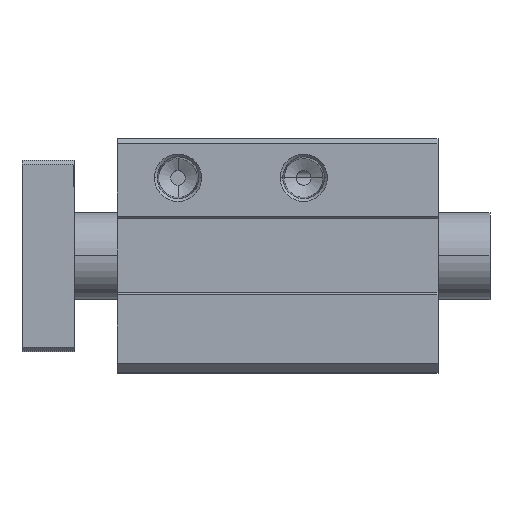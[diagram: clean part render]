
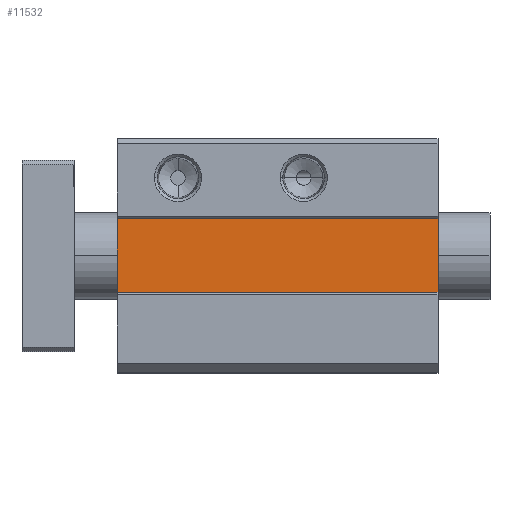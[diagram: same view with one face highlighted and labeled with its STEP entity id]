
A CAD part, top view. The second image highlights one B-rep face of the part: STEP entity #11532.
In plain terms, the highlighted planar face has unit normal (0, 0, 1).
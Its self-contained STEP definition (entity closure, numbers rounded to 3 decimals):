
#313 = PLANE ( 'NONE',  #5441 ) ;
#527 = VECTOR ( 'NONE', #3931, 1000. ) ;
#566 = DIRECTION ( 'NONE',  ( -1., 0., 0. ) ) ;
#765 = CARTESIAN_POINT ( 'NONE',  ( 0., -8.45, 59.4 ) ) ;
#900 = CARTESIAN_POINT ( 'NONE',  ( 0., -8.45, 59.4 ) ) ;
#1247 = VERTEX_POINT ( 'NONE', #900 ) ;
#2328 = DIRECTION ( 'NONE',  ( 0., 0., 1. ) ) ;
#2388 = CARTESIAN_POINT ( 'NONE',  ( 74., 8.55, 59.4 ) ) ;
#2643 = VERTEX_POINT ( 'NONE', #5091 ) ;
#3818 = EDGE_CURVE ( 'NONE', #2643, #11445, #7765, .T. ) ;
#3931 = DIRECTION ( 'NONE',  ( 0., 1., 0. ) ) ;
#4076 = DIRECTION ( 'NONE',  ( 0., -1., 0. ) ) ;
#4139 = VECTOR ( 'NONE', #4076, 1000. ) ;
#4367 = VECTOR ( 'NONE', #9704, 1000. ) ;
#4456 = FACE_OUTER_BOUND ( 'NONE', #12761, .T. ) ;
#5091 = CARTESIAN_POINT ( 'NONE',  ( 0., 8.55, 59.4 ) ) ;
#5184 = EDGE_CURVE ( 'NONE', #7469, #11445, #13059, .T. ) ;
#5441 = AXIS2_PLACEMENT_3D ( 'NONE', #11451, #2328, #8457 ) ;
#5594 = VECTOR ( 'NONE', #566, 1000. ) ;
#5822 = ORIENTED_EDGE ( 'NONE', *, *, #5184, .T. ) ;
#6699 = LINE ( 'NONE', #765, #5594 ) ;
#7469 = VERTEX_POINT ( 'NONE', #11671 ) ;
#7765 = LINE ( 'NONE', #10967, #4367 ) ;
#8011 = CARTESIAN_POINT ( 'NONE',  ( 0., -8.45, 59.4 ) ) ;
#8457 = DIRECTION ( 'NONE',  ( 1., 0., 0. ) ) ;
#9091 = EDGE_CURVE ( 'NONE', #7469, #1247, #6699, .T. ) ;
#9116 = ORIENTED_EDGE ( 'NONE', *, *, #10094, .T. ) ;
#9227 = ORIENTED_EDGE ( 'NONE', *, *, #9091, .F. ) ;
#9704 = DIRECTION ( 'NONE',  ( 1., 0., 0. ) ) ;
#10094 = EDGE_CURVE ( 'NONE', #2643, #1247, #12081, .T. ) ;
#10967 = CARTESIAN_POINT ( 'NONE',  ( 0., 8.55, 59.4 ) ) ;
#11349 = CARTESIAN_POINT ( 'NONE',  ( 74., -8.45, 59.4 ) ) ;
#11445 = VERTEX_POINT ( 'NONE', #2388 ) ;
#11451 = CARTESIAN_POINT ( 'NONE',  ( 0., -8.45, 59.4 ) ) ;
#11532 = ADVANCED_FACE ( 'NONE', ( #4456 ), #313, .T. ) ;
#11671 = CARTESIAN_POINT ( 'NONE',  ( 74., -8.45, 59.4 ) ) ;
#12081 = LINE ( 'NONE', #8011, #4139 ) ;
#12465 = ORIENTED_EDGE ( 'NONE', *, *, #3818, .F. ) ;
#12761 = EDGE_LOOP ( 'NONE', ( #9116, #9227, #5822, #12465 ) ) ;
#13059 = LINE ( 'NONE', #11349, #527 ) ;
